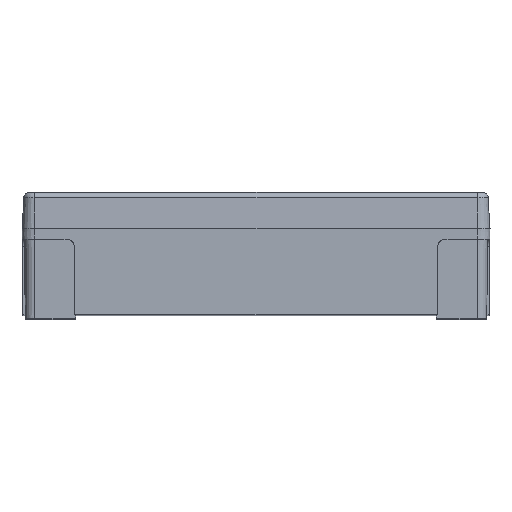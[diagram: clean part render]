
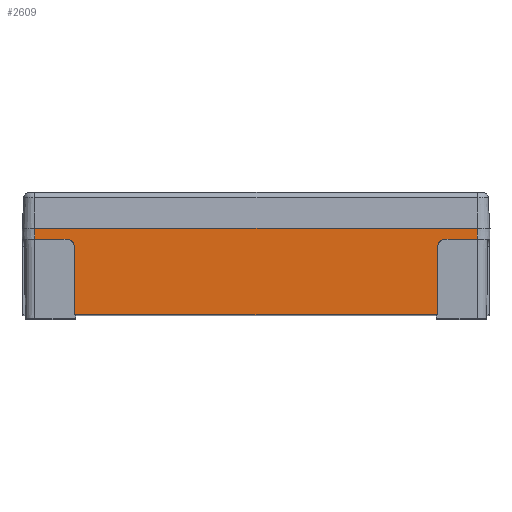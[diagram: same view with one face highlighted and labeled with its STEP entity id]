
A CAD part, top view. The second image highlights one B-rep face of the part: STEP entity #2609.
In plain terms, the highlighted planar face has unit normal (0, -0.009, 1).
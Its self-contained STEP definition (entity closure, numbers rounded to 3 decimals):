
#221 = LINE ( 'NONE', #9661, #3428 ) ;
#304 = CARTESIAN_POINT ( 'NONE',  ( -50.533, -4.983, 90.007 ) ) ;
#401 = LINE ( 'NONE', #7340, #2701 ) ;
#427 = EDGE_CURVE ( 'NONE', #3336, #11474, #10804, .T. ) ;
#460 = EDGE_CURVE ( 'NONE', #1409, #11474, #221, .T. ) ;
#653 = LINE ( 'NONE', #4143, #5113 ) ;
#940 = VERTEX_POINT ( 'NONE', #8345 ) ;
#1016 = CARTESIAN_POINT ( 'NONE',  ( 51.369, -3., 90.024 ) ) ;
#1030 = CARTESIAN_POINT ( 'NONE',  ( -50.543, -3.819, 90.017 ) ) ;
#1271 = VECTOR ( 'NONE', #1311, 1000. ) ;
#1311 = DIRECTION ( 'NONE',  ( 1., 0., 0. ) ) ;
#1342 = CARTESIAN_POINT ( 'NONE',  ( 50.533, -4.983, 90.007 ) ) ;
#1409 = VERTEX_POINT ( 'NONE', #9139 ) ;
#1651 = CARTESIAN_POINT ( 'NONE',  ( -61.55, -3., 90.024 ) ) ;
#1699 = CARTESIAN_POINT ( 'NONE',  ( -61.55, -3., 90.024 ) ) ;
#1755 = ORIENTED_EDGE ( 'NONE', *, *, #3896, .F. ) ;
#1822 = DIRECTION ( 'NONE',  ( -0.009, -1., -0.009 ) ) ;
#1844 = ORIENTED_EDGE ( 'NONE', *, *, #11211, .T. ) ;
#1903 = ORIENTED_EDGE ( 'NONE', *, *, #427, .T. ) ;
#2302 = EDGE_CURVE ( 'NONE', #8255, #9942, #10799, .T. ) ;
#2386 = LINE ( 'NONE', #4859, #1271 ) ;
#2609 = ADVANCED_FACE ( 'NONE', ( #6695 ), #10249, .T. ) ;
#2701 = VECTOR ( 'NONE', #5535, 1000. ) ;
#3042 = ORIENTED_EDGE ( 'NONE', *, *, #3595, .F. ) ;
#3336 = VERTEX_POINT ( 'NONE', #1342 ) ;
#3428 = VECTOR ( 'NONE', #5219, 1000. ) ;
#3443 = DIRECTION ( 'NONE',  ( 1., 0., 0. ) ) ;
#3562 = CARTESIAN_POINT ( 'NONE',  ( 50.533, -4.983, 90.007 ) ) ;
#3595 = EDGE_CURVE ( 'NONE', #8268, #8548, #401, .T. ) ;
#3859 = VERTEX_POINT ( 'NONE', #7037 ) ;
#3870 = CARTESIAN_POINT ( 'NONE',  ( 61.55, 0., 90.05 ) ) ;
#3896 = EDGE_CURVE ( 'NONE', #3336, #940, #5343, .T. ) ;
#4143 = CARTESIAN_POINT ( 'NONE',  ( 61.55, 0., 90.05 ) ) ;
#4172 = EDGE_CURVE ( 'NONE', #1409, #9942, #653, .T. ) ;
#4509 = CARTESIAN_POINT ( 'NONE',  ( -61.55, 0., 90.05 ) ) ;
#4547 = EDGE_CURVE ( 'NONE', #10980, #8255, #6102, .T. ) ;
#4686 = CARTESIAN_POINT ( 'NONE',  ( -50.367, -24., 89.841 ) ) ;
#4724 = AXIS2_PLACEMENT_3D ( 'NONE', #5935, #7583, #10304 ) ;
#4859 = CARTESIAN_POINT ( 'NONE',  ( -61.55, -24., 89.841 ) ) ;
#4893 =( BOUNDED_CURVE ( )  B_SPLINE_CURVE ( 3, ( #6177, #8966, #1030, #9900 ),
 .UNSPECIFIED., .F., .T. ) 
 B_SPLINE_CURVE_WITH_KNOTS ( ( 4, 4 ),
 ( 3.142, 4.704 ),
 .UNSPECIFIED. ) 
 CURVE ( )  GEOMETRIC_REPRESENTATION_ITEM ( )  RATIONAL_B_SPLINE_CURVE ( ( 1., 0.807, 0.807, 1. ) ) 
 REPRESENTATION_ITEM ( '' )  );
#5113 = VECTOR ( 'NONE', #7705, 1000. ) ;
#5219 = DIRECTION ( 'NONE',  ( -1., 0., 0. ) ) ;
#5242 = EDGE_LOOP ( 'NONE', ( #1755, #1903, #7935, #9826, #7846, #5910, #1844, #8754, #3042, #6793 ) ) ;
#5343 = LINE ( 'NONE', #9657, #11247 ) ;
#5422 = DIRECTION ( 'NONE',  ( 1., 0., 0. ) ) ;
#5530 = VECTOR ( 'NONE', #3443, 1000. ) ;
#5535 = DIRECTION ( 'NONE',  ( -0.009, 1., 0.009 ) ) ;
#5910 = ORIENTED_EDGE ( 'NONE', *, *, #4547, .F. ) ;
#5935 = CARTESIAN_POINT ( 'NONE',  ( -61.55, 0., 90.05 ) ) ;
#6102 = LINE ( 'NONE', #7838, #9590 ) ;
#6177 = CARTESIAN_POINT ( 'NONE',  ( -52.533, -3., 90.024 ) ) ;
#6192 = CARTESIAN_POINT ( 'NONE',  ( -61.55, 0., 90.05 ) ) ;
#6226 = VECTOR ( 'NONE', #5422, 1000. ) ;
#6321 = EDGE_CURVE ( 'NONE', #3859, #8548, #4893, .T. ) ;
#6695 = FACE_OUTER_BOUND ( 'NONE', #5242, .T. ) ;
#6793 = ORIENTED_EDGE ( 'NONE', *, *, #11067, .T. ) ;
#6898 = LINE ( 'NONE', #1651, #5530 ) ;
#7037 = CARTESIAN_POINT ( 'NONE',  ( -52.533, -3., 90.024 ) ) ;
#7340 = CARTESIAN_POINT ( 'NONE',  ( -50.577, 0.096, 90.051 ) ) ;
#7583 = DIRECTION ( 'NONE',  ( 0., -0.009, 1. ) ) ;
#7705 = DIRECTION ( 'NONE',  ( 0., 1., 0.009 ) ) ;
#7838 = CARTESIAN_POINT ( 'NONE',  ( -61.55, 0., 90.05 ) ) ;
#7846 = ORIENTED_EDGE ( 'NONE', *, *, #2302, .F. ) ;
#7935 = ORIENTED_EDGE ( 'NONE', *, *, #460, .F. ) ;
#8255 = VERTEX_POINT ( 'NONE', #4509 ) ;
#8268 = VERTEX_POINT ( 'NONE', #4686 ) ;
#8345 = CARTESIAN_POINT ( 'NONE',  ( 50.367, -24., 89.841 ) ) ;
#8548 = VERTEX_POINT ( 'NONE', #304 ) ;
#8724 = CARTESIAN_POINT ( 'NONE',  ( 52.533, -3., 90.024 ) ) ;
#8754 = ORIENTED_EDGE ( 'NONE', *, *, #6321, .T. ) ;
#8905 = CARTESIAN_POINT ( 'NONE',  ( 52.533, -3., 90.024 ) ) ;
#8966 = CARTESIAN_POINT ( 'NONE',  ( -51.369, -3., 90.024 ) ) ;
#9139 = CARTESIAN_POINT ( 'NONE',  ( 61.55, -3., 90.024 ) ) ;
#9590 = VECTOR ( 'NONE', #10453, 1000. ) ;
#9657 = CARTESIAN_POINT ( 'NONE',  ( 50.568, -0.978, 90.041 ) ) ;
#9661 = CARTESIAN_POINT ( 'NONE',  ( -61.55, -3., 90.024 ) ) ;
#9826 = ORIENTED_EDGE ( 'NONE', *, *, #4172, .T. ) ;
#9900 = CARTESIAN_POINT ( 'NONE',  ( -50.533, -4.983, 90.007 ) ) ;
#9942 = VERTEX_POINT ( 'NONE', #3870 ) ;
#10249 = PLANE ( 'NONE',  #4724 ) ;
#10304 = DIRECTION ( 'NONE',  ( 0., -1., -0.009 ) ) ;
#10453 = DIRECTION ( 'NONE',  ( 0., 1., 0.009 ) ) ;
#10714 = CARTESIAN_POINT ( 'NONE',  ( 50.543, -3.819, 90.017 ) ) ;
#10799 = LINE ( 'NONE', #6192, #6226 ) ;
#10804 =( BOUNDED_CURVE ( )  B_SPLINE_CURVE ( 3, ( #3562, #10714, #1016, #8905 ),
 .UNSPECIFIED., .F., .T. ) 
 B_SPLINE_CURVE_WITH_KNOTS ( ( 4, 4 ),
 ( 1.58, 3.142 ),
 .UNSPECIFIED. ) 
 CURVE ( )  GEOMETRIC_REPRESENTATION_ITEM ( )  RATIONAL_B_SPLINE_CURVE ( ( 1., 0.807, 0.807, 1. ) ) 
 REPRESENTATION_ITEM ( '' )  );
#10980 = VERTEX_POINT ( 'NONE', #1699 ) ;
#11067 = EDGE_CURVE ( 'NONE', #8268, #940, #2386, .T. ) ;
#11211 = EDGE_CURVE ( 'NONE', #10980, #3859, #6898, .T. ) ;
#11247 = VECTOR ( 'NONE', #1822, 1000. ) ;
#11474 = VERTEX_POINT ( 'NONE', #8724 ) ;
